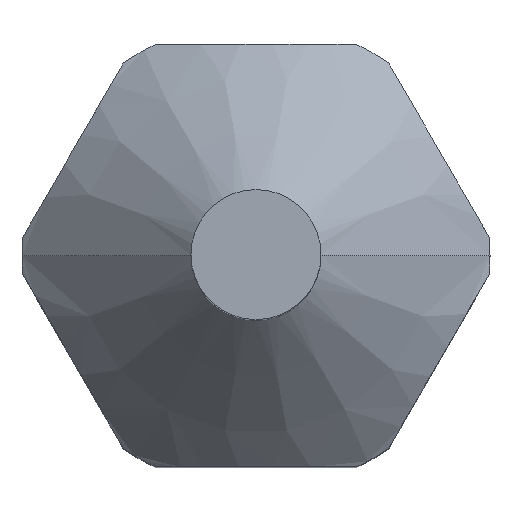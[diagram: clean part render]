
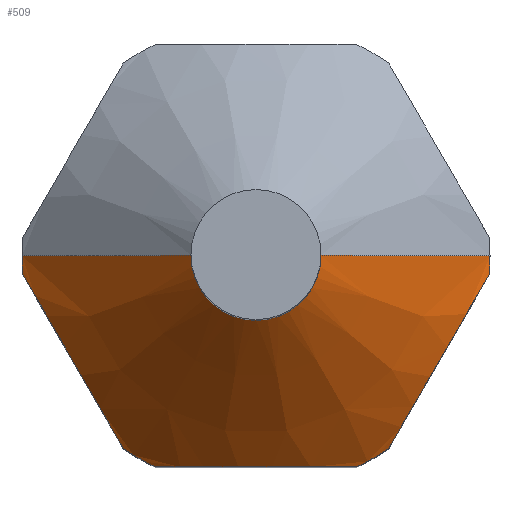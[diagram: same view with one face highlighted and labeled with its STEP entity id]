
A CAD part, top view. The second image highlights one B-rep face of the part: STEP entity #509.
In plain terms, the highlighted conical face has half-angle 45 degrees and reference radius 4.6 mm.
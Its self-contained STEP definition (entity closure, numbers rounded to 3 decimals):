
#261=EDGE_CURVE('',#559,#325,#653,.T.);
#269=EDGE_CURVE('',#347,#393,#661,.T.);
#291=EDGE_CURVE('',#411,#439,#686,.T.);
#307=EDGE_CURVE('',#451,#375,#704,.T.);
#325=VERTEX_POINT('',#726);
#339=EDGE_CURVE('',#347,#385,#740,.T.);
#347=VERTEX_POINT('',#750);
#349=EDGE_CURVE('',#385,#325,#752,.T.);
#351=EDGE_CURVE('',#487,#375,#754,.T.);
#375=VERTEX_POINT('',#779);
#381=EDGE_CURVE('',#411,#393,#785,.T.);
#385=VERTEX_POINT('',#789);
#393=VERTEX_POINT('',#798);
#411=VERTEX_POINT('',#817);
#419=EDGE_CURVE('',#451,#439,#826,.T.);
#421=EDGE_CURVE('',#559,#487,#828,.T.);
#439=VERTEX_POINT('',#847);
#451=VERTEX_POINT('',#859);
#487=VERTEX_POINT('',#901);
#509=ADVANCED_FACE('',(#924),#925,.T.);
#559=VERTEX_POINT('',#979);
#653=CIRCLE('',#1108,2.0);
#661=(B_SPLINE_CURVE(2,(#1128,#1129,#1130),.UNSPECIFIED.,.F.,.F.)B_SPLINE_CURVE_WITH_KNOTS((3,3),(0.0,6.35),.UNSPECIFIED.)RATIONAL_B_SPLINE_CURVE((1.0,1.108,1.0))BOUNDED_CURVE()REPRESENTATION_ITEM('')GEOMETRIC_REPRESENTATION_ITEM()CURVE());
#686=(B_SPLINE_CURVE(2,(#1169,#1170,#1171),.UNSPECIFIED.,.F.,.F.)B_SPLINE_CURVE_WITH_KNOTS((3,3),(0.0,6.35),.UNSPECIFIED.)RATIONAL_B_SPLINE_CURVE((1.0,1.108,1.0))BOUNDED_CURVE()REPRESENTATION_ITEM('')GEOMETRIC_REPRESENTATION_ITEM()CURVE());
#704=(B_SPLINE_CURVE(2,(#1211,#1212,#1213),.UNSPECIFIED.,.F.,.F.)B_SPLINE_CURVE_WITH_KNOTS((3,3),(0.0,6.35),.UNSPECIFIED.)RATIONAL_B_SPLINE_CURVE((1.0,1.108,1.0))BOUNDED_CURVE()REPRESENTATION_ITEM('')GEOMETRIC_REPRESENTATION_ITEM()CURVE());
#726=CARTESIAN_POINT('',(2.0,0.,15.0));
#740=CIRCLE('',#1277,7.2);
#750=CARTESIAN_POINT('',(7.178,-0.568,9.8));
#752=LINE('',#1290,#1291);
#754=CIRCLE('',#1294,7.2);
#779=CARTESIAN_POINT('',(-7.178,-0.568,9.8));
#785=CIRCLE('',#1347,7.2);
#789=CARTESIAN_POINT('',(7.2,0.,9.8));
#798=CARTESIAN_POINT('',(4.081,-5.932,9.8));
#817=CARTESIAN_POINT('',(3.097,-6.5,9.8));
#826=CIRCLE('',#1411,7.2);
#828=LINE('',#1414,#1415);
#847=CARTESIAN_POINT('',(-3.097,-6.5,9.8));
#859=CARTESIAN_POINT('',(-4.081,-5.932,9.8));
#901=CARTESIAN_POINT('',(-7.2,0.,9.8));
#924=FACE_OUTER_BOUND('',#1576,.T.);
#925=CONICAL_SURFACE('',#1577,4.6,0.785);
#979=CARTESIAN_POINT('',(-2.0,0.,15.0));
#1108=AXIS2_PLACEMENT_3D('',#1795,#1796,#1797);
#1128=CARTESIAN_POINT('',(7.178,-0.568,9.8));
#1129=CARTESIAN_POINT('',(5.629,-3.25,11.132));
#1130=CARTESIAN_POINT('',(4.081,-5.932,9.8));
#1169=CARTESIAN_POINT('',(3.097,-6.5,9.8));
#1170=CARTESIAN_POINT('',(0.,-6.5,11.132));
#1171=CARTESIAN_POINT('',(-3.097,-6.5,9.8));
#1211=CARTESIAN_POINT('',(-4.081,-5.932,9.8));
#1212=CARTESIAN_POINT('',(-5.629,-3.25,11.132));
#1213=CARTESIAN_POINT('',(-7.178,-0.568,9.8));
#1277=AXIS2_PLACEMENT_3D('',#1904,#1905,#1906);
#1290=CARTESIAN_POINT('',(4.6,0.,12.4));
#1291=VECTOR('',#1921,1.0);
#1294=AXIS2_PLACEMENT_3D('',#1922,#1923,#1924);
#1347=AXIS2_PLACEMENT_3D('',#1941,#1942,#1943);
#1411=AXIS2_PLACEMENT_3D('',#1981,#1982,#1983);
#1414=CARTESIAN_POINT('',(-4.6,0.,12.4));
#1415=VECTOR('',#1984,1.0);
#1576=EDGE_LOOP('',(#2082,#2083,#2084,#2085,#2086,#2087,#2088,#2089,#2090,#2091));
#1577=AXIS2_PLACEMENT_3D('',#2092,#2093,#2094);
#1795=CARTESIAN_POINT('',(0.,0.,15.0));
#1796=DIRECTION('',(0.,0.,1.0));
#1797=DIRECTION('',(-1.0,0.,0.0));
#1904=CARTESIAN_POINT('',(0.,0.,9.8));
#1905=DIRECTION('',(0.,0.,1.0));
#1906=DIRECTION('',(-1.0,0.,0.0));
#1921=DIRECTION('',(-0.707,0.,0.707));
#1922=CARTESIAN_POINT('',(0.,0.,9.8));
#1923=DIRECTION('',(0.,0.,1.0));
#1924=DIRECTION('',(-1.0,0.,0.0));
#1941=CARTESIAN_POINT('',(0.,0.,9.8));
#1942=DIRECTION('',(0.,0.,1.0));
#1943=DIRECTION('',(-1.0,0.,0.0));
#1981=CARTESIAN_POINT('',(0.,0.,9.8));
#1982=DIRECTION('',(0.,0.,1.0));
#1983=DIRECTION('',(-1.0,0.,0.0));
#1984=DIRECTION('',(-0.707,0.,-0.707));
#2082=ORIENTED_EDGE('',*,*,#421,.T.);
#2083=ORIENTED_EDGE('',*,*,#351,.T.);
#2084=ORIENTED_EDGE('',*,*,#307,.F.);
#2085=ORIENTED_EDGE('',*,*,#419,.T.);
#2086=ORIENTED_EDGE('',*,*,#291,.F.);
#2087=ORIENTED_EDGE('',*,*,#381,.T.);
#2088=ORIENTED_EDGE('',*,*,#269,.F.);
#2089=ORIENTED_EDGE('',*,*,#339,.T.);
#2090=ORIENTED_EDGE('',*,*,#349,.T.);
#2091=ORIENTED_EDGE('',*,*,#261,.F.);
#2092=CARTESIAN_POINT('',(0.,0.,12.4));
#2093=DIRECTION('',(0.,0.,-1.0));
#2094=DIRECTION('',(-1.0,0.,0.0));
